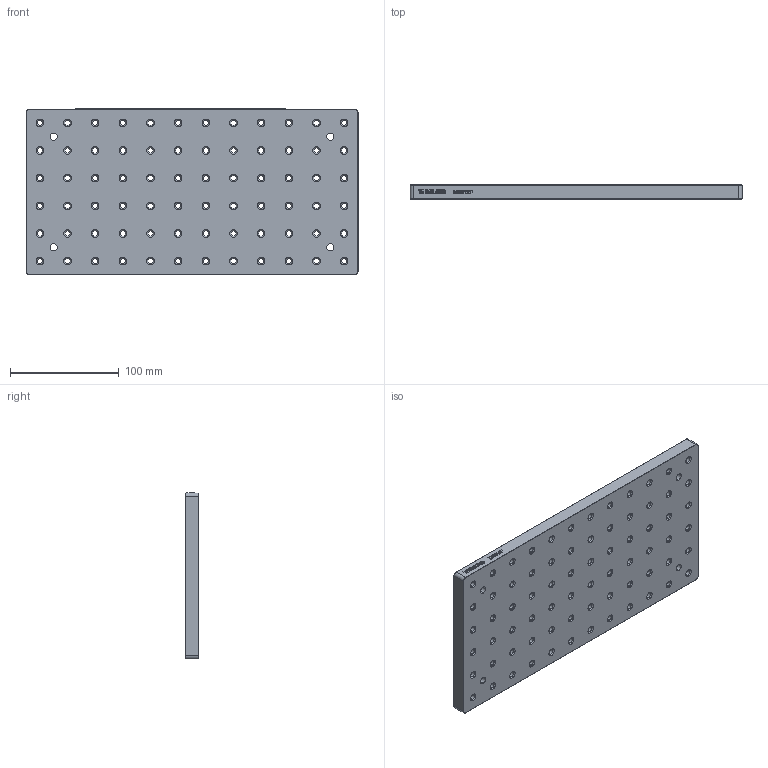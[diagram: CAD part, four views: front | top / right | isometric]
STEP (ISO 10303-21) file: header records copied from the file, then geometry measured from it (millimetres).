
FILE_DESCRIPTION (( 'STEP AP203' ), '1' );
FILE_NAME ('MB612F.STEP', '2018-02-07T09:25:00', ( '' ), ( '' ), 'SwSTEP 2.0', 'SolidWorks 2017', '' );
FILE_SCHEMA (( 'CONFIG_CONTROL_DESIGN' ));
Length unit declared in the file: millimetre
Products named in the file (2): MB612F - Aluminium Breadboard 152.4 x 304.8 x 12.7mm_MB3030_M-1; MB612F
Assembly tree (1 placements, depth 2):
  MB612F
    MB612F - Aluminium Breadboard 152.4 x 304.8 x 12.7mm_MB3030_M-1
Bounding box: 304.8 x 12.7 x 152.4 mm (x, y, z)
Volume: 566613.4 mm3; surface area: 115851.3 mm2
Topology: 1 solids, 1 shells, 734 faces, 1809 edges, 1102 vertices
Faces by surface type: cone 304, cylinder 223, plane 167, bspline 40
Entity records: 23961 total; most frequent: CARTESIAN_POINT 5849, DIRECTION 3875, ORIENTED_EDGE 3618, EDGE_CURVE 1809, AXIS2_PLACEMENT_3D 1448, VERTEX_POINT 1102, VECTOR 979, LINE 979
